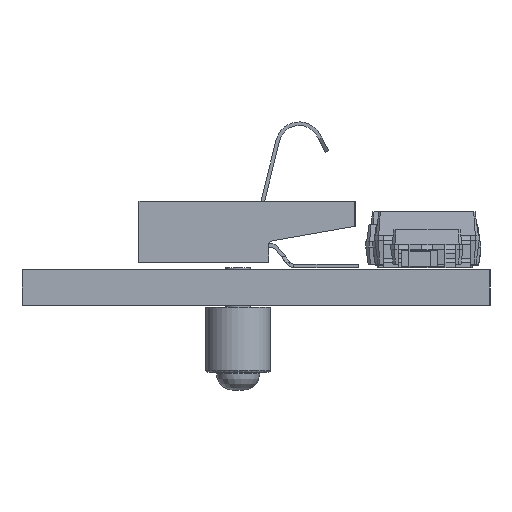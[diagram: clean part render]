
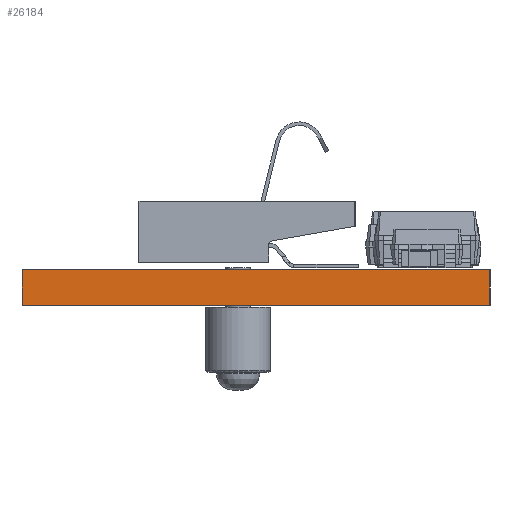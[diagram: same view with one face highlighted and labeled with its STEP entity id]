
A CAD part, left-side view. The second image highlights one B-rep face of the part: STEP entity #26184.
In plain terms, the highlighted planar face has unit normal (-1, 0, 0).
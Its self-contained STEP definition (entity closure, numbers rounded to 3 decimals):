
#24424 = EDGE_CURVE('',#24425,#24427,#24429,.T.);
#24425 = VERTEX_POINT('',#24426);
#24426 = CARTESIAN_POINT('',(57.,-100.,0.));
#24427 = VERTEX_POINT('',#24428);
#24428 = CARTESIAN_POINT('',(57.,-100.,1.));
#24429 = LINE('',#24430,#24431);
#24430 = CARTESIAN_POINT('',(57.,-100.,0.));
#24431 = VECTOR('',#24432,1.);
#24432 = DIRECTION('',(0.,0.,1.));
#24488 = EDGE_CURVE('',#24489,#24425,#24491,.T.);
#24489 = VERTEX_POINT('',#24490);
#24490 = CARTESIAN_POINT('',(57.,-113.,0.));
#24491 = LINE('',#24492,#24493);
#24492 = CARTESIAN_POINT('',(57.,-113.,0.));
#24493 = VECTOR('',#24494,1.);
#24494 = DIRECTION('',(0.,1.,0.));
#25339 = EDGE_CURVE('',#25340,#24427,#25342,.T.);
#25340 = VERTEX_POINT('',#25341);
#25341 = CARTESIAN_POINT('',(57.,-113.,1.));
#25342 = LINE('',#25343,#25344);
#25343 = CARTESIAN_POINT('',(57.,-113.,1.));
#25344 = VECTOR('',#25345,1.);
#25345 = DIRECTION('',(0.,1.,0.));
#26184 = ADVANCED_FACE('',(#26185),#26196,.T.);
#26185 = FACE_BOUND('',#26186,.T.);
#26186 = EDGE_LOOP('',(#26187,#26193,#26194,#26195));
#26187 = ORIENTED_EDGE('',*,*,#26188,.T.);
#26188 = EDGE_CURVE('',#24489,#25340,#26189,.T.);
#26189 = LINE('',#26190,#26191);
#26190 = CARTESIAN_POINT('',(57.,-113.,0.));
#26191 = VECTOR('',#26192,1.);
#26192 = DIRECTION('',(0.,0.,1.));
#26193 = ORIENTED_EDGE('',*,*,#25339,.T.);
#26194 = ORIENTED_EDGE('',*,*,#24424,.F.);
#26195 = ORIENTED_EDGE('',*,*,#24488,.F.);
#26196 = PLANE('',#26197);
#26197 = AXIS2_PLACEMENT_3D('',#26198,#26199,#26200);
#26198 = CARTESIAN_POINT('',(57.,-113.,0.));
#26199 = DIRECTION('',(-1.,0.,0.));
#26200 = DIRECTION('',(0.,1.,0.));
